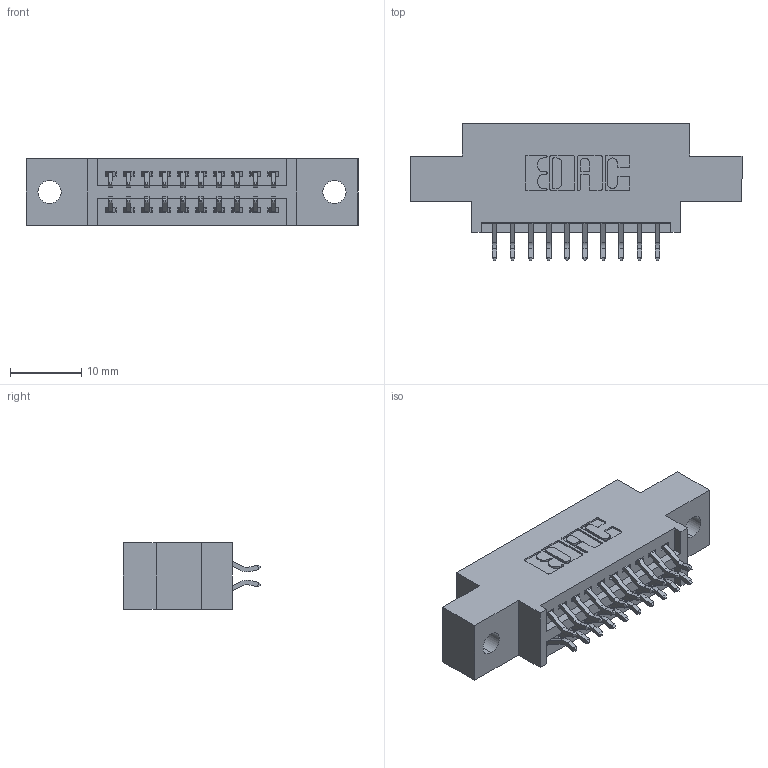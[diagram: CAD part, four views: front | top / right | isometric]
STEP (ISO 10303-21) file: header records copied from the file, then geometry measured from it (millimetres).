
FILE_DESCRIPTION (( 'STEP AP203' ), '1' );
FILE_NAME ('395-020-556-802.STEP', '2018-11-07T19:16:31', ( '' ), ( '' ), 'SwSTEP 2.0', 'SolidWorks 2016', '' );
FILE_SCHEMA (( 'CONFIG_CONTROL_DESIGN' ));
Length unit declared in the file: inch
Products named in the file (3): 395-020-556-802; 345-292-001_556 Tail; 345 Part_0.170 Offset - 0.128 Dia
Assembly tree (21 placements, depth 2):
  395-020-556-802
    345 Part_0.170 Offset - 0.128 Dia
    345-292-001_556 Tail  x20
Bounding box: 46.61 x 19.24 x 9.4 mm (x, y, z)
Volume: 4079.8 mm3; surface area: 5264 mm2
Topology: 21 solids, 21 shells, 1250 faces, 3693 edges, 2434 vertices
Faces by surface type: plane 824, cylinder 426
Entity records: 12509 total; most frequent: CARTESIAN_POINT 2144, ORIENTED_EDGE 2066, DIRECTION 1917, EDGE_CURVE 1033, VECTOR 853, LINE 853, VERTEX_POINT 686, AXIS2_PLACEMENT_3D 532
